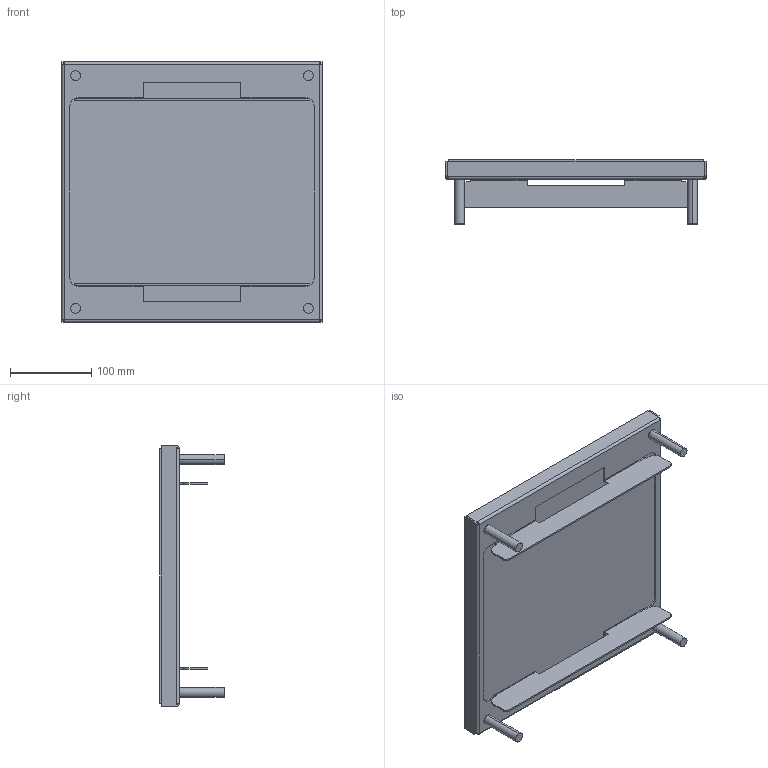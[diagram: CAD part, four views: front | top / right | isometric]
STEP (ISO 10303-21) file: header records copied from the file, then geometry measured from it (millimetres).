
FILE_DESCRIPTION((''),'2;1');
FILE_NAME('EKQ16115_ASM','2024-02-29T12:59:52',('goergem'),(''),'CREO PARAMETRIC BY PTC INC, 2022281','CREO PARAMETRIC BY PTC INC, 2022281','');
FILE_SCHEMA(('AUTOMOTIVE_DESIGN { 1 0 10303 214 1 1 1 1 }'));
Length unit declared in the file: millimetre
Products named in the file (5): T-00644_1; U09001_1; T-00959_1; T-00835_ASM_1_ASM; EKQ16115_ASM
Assembly tree (7 placements, depth 3):
  EKQ16115_ASM
    T-00835_ASM_1_ASM
      T-00644_1
      U09001_1  x4
      T-00959_1
Bounding box: 320 x 79 x 320 mm (x, y, z)
Volume: 2298046.2 mm3; surface area: 382462.3 mm2
Topology: 2 solids, 6 shells, 148 faces, 376 edges, 248 vertices
Faces by surface type: plane 104, cylinder 44
Entity records: 7679 total; most frequent: DIRECTION 1067, CARTESIAN_POINT 933, ORIENTED_EDGE 616, AXIS2_PLACEMENT_3D 361, PROPERTY_DEFINITION 323, REPRESENTATION 320, PROPERTY_DEFINITION_REPRESENTATION 320, EDGE_CURVE 308
